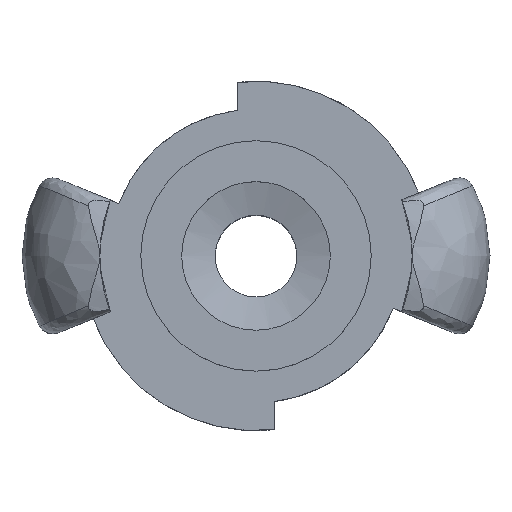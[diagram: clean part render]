
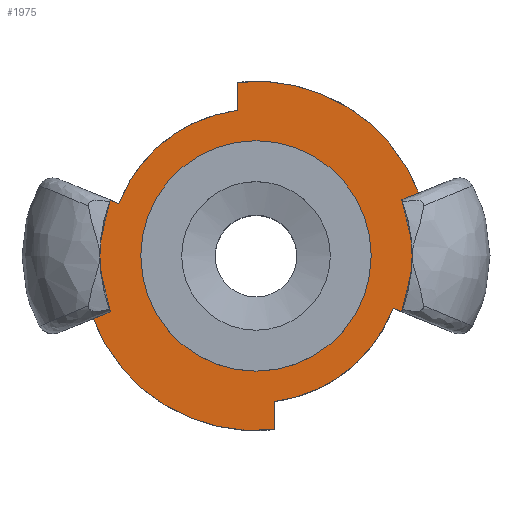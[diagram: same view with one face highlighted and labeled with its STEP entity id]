
A CAD part, top view. The second image highlights one B-rep face of the part: STEP entity #1975.
In plain terms, the highlighted planar face has unit normal (0, 0, 1).
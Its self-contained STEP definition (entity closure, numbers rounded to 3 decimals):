
#152=FACE_BOUND('',#401,.T.);
#178=PLANE('',#2202);
#276=FACE_OUTER_BOUND('',#400,.T.);
#400=EDGE_LOOP('',(#1629,#1630,#1631,#1632,#1633,#1634,#1635,#1636,#1637,
#1638,#1639,#1640));
#401=EDGE_LOOP('',(#1641));
#468=LINE('',#3393,#551);
#475=LINE('',#3563,#558);
#482=LINE('',#3685,#565);
#490=LINE('',#3814,#573);
#496=LINE('',#4159,#579);
#501=LINE('',#4213,#584);
#551=VECTOR('',#2561,10.);
#558=VECTOR('',#2576,10.);
#565=VECTOR('',#2587,10.);
#573=VECTOR('',#2599,10.);
#579=VECTOR('',#2647,10.);
#584=VECTOR('',#2668,10.);
#596=CIRCLE('',#2027,15.5);
#684=CIRCLE('',#2183,19.75);
#687=CIRCLE('',#2188,19.75);
#690=CIRCLE('',#2192,23.5);
#693=CIRCLE('',#2198,23.5);
#696=CIRCLE('',#2203,25.5);
#697=CIRCLE('',#2204,25.5);
#708=VERTEX_POINT('',#2752);
#817=VERTEX_POINT('',#3390);
#818=VERTEX_POINT('',#3392);
#832=VERTEX_POINT('',#3560);
#833=VERTEX_POINT('',#3562);
#843=VERTEX_POINT('',#3682);
#844=VERTEX_POINT('',#3684);
#854=VERTEX_POINT('',#3811);
#855=VERTEX_POINT('',#3813);
#864=VERTEX_POINT('',#4011);
#869=VERTEX_POINT('',#4066);
#874=VERTEX_POINT('',#4112);
#879=VERTEX_POINT('',#4163);
#894=EDGE_CURVE('',#708,#708,#596,.T.);
#1053=EDGE_CURVE('',#817,#818,#468,.T.);
#1072=EDGE_CURVE('',#833,#832,#475,.T.);
#1087=EDGE_CURVE('',#843,#844,#482,.T.);
#1101=EDGE_CURVE('',#854,#855,#490,.T.);
#1118=EDGE_CURVE('',#864,#818,#684,.T.);
#1125=EDGE_CURVE('',#869,#855,#687,.T.);
#1131=EDGE_CURVE('',#843,#874,#690,.T.);
#1138=EDGE_CURVE('',#874,#864,#496,.T.);
#1140=EDGE_CURVE('',#832,#879,#693,.T.);
#1148=EDGE_CURVE('',#833,#817,#696,.T.);
#1149=EDGE_CURVE('',#869,#879,#501,.T.);
#1150=EDGE_CURVE('',#844,#854,#697,.T.);
#1629=ORIENTED_EDGE('',*,*,#1131,.T.);
#1630=ORIENTED_EDGE('',*,*,#1138,.T.);
#1631=ORIENTED_EDGE('',*,*,#1118,.T.);
#1632=ORIENTED_EDGE('',*,*,#1053,.F.);
#1633=ORIENTED_EDGE('',*,*,#1148,.F.);
#1634=ORIENTED_EDGE('',*,*,#1072,.T.);
#1635=ORIENTED_EDGE('',*,*,#1140,.T.);
#1636=ORIENTED_EDGE('',*,*,#1149,.F.);
#1637=ORIENTED_EDGE('',*,*,#1125,.T.);
#1638=ORIENTED_EDGE('',*,*,#1101,.F.);
#1639=ORIENTED_EDGE('',*,*,#1150,.F.);
#1640=ORIENTED_EDGE('',*,*,#1087,.F.);
#1641=ORIENTED_EDGE('',*,*,#894,.T.);
#1975=ADVANCED_FACE('',(#276,#152),#178,.F.);
#2027=AXIS2_PLACEMENT_3D('',#2753,#2243,#2244);
#2183=AXIS2_PLACEMENT_3D('',#4012,#2617,#2618);
#2188=AXIS2_PLACEMENT_3D('',#4067,#2628,#2629);
#2192=AXIS2_PLACEMENT_3D('',#4113,#2637,#2638);
#2198=AXIS2_PLACEMENT_3D('',#4164,#2653,#2654);
#2202=AXIS2_PLACEMENT_3D('',#4211,#2664,#2665);
#2203=AXIS2_PLACEMENT_3D('',#4212,#2666,#2667);
#2204=AXIS2_PLACEMENT_3D('',#4214,#2669,#2670);
#2243=DIRECTION('center_axis',(0.,0.,-1.));
#2244=DIRECTION('ref_axis',(1.,0.,0.));
#2561=DIRECTION('',(-0.927,0.375,0.));
#2576=DIRECTION('',(-0.927,-0.375,0.));
#2587=DIRECTION('',(-0.927,-0.375,0.));
#2599=DIRECTION('',(0.927,-0.375,0.));
#2617=DIRECTION('center_axis',(0.,0.,1.));
#2618=DIRECTION('ref_axis',(0.582,0.813,0.));
#2628=DIRECTION('center_axis',(0.,0.,1.));
#2629=DIRECTION('ref_axis',(0.582,-0.813,0.));
#2637=DIRECTION('center_axis',(0.,0.,1.));
#2638=DIRECTION('ref_axis',(0.106,0.994,0.));
#2647=DIRECTION('',(0.,1.,0.));
#2653=DIRECTION('center_axis',(0.,0.,1.));
#2654=DIRECTION('ref_axis',(-0.657,-0.753,0.));
#2664=DIRECTION('center_axis',(0.,0.,-1.));
#2665=DIRECTION('ref_axis',(-1.,0.,0.));
#2666=DIRECTION('center_axis',(0.,0.,-1.));
#2667=DIRECTION('ref_axis',(-1.,0.,0.));
#2668=DIRECTION('',(0.,1.,0.));
#2669=DIRECTION('center_axis',(0.,0.,-1.));
#2670=DIRECTION('ref_axis',(-1.,0.,0.));
#2752=CARTESIAN_POINT('',(0.,-15.5,0.));
#2753=CARTESIAN_POINT('Origin',(0.,0.,0.));
#3390=CARTESIAN_POINT('',(23.779,-9.209,0.));
#3392=CARTESIAN_POINT('',(18.449,-7.05,0.));
#3393=CARTESIAN_POINT('',(14.175,-5.319,0.));
#3560=CARTESIAN_POINT('',(21.925,8.458,0.));
#3562=CARTESIAN_POINT('',(23.779,9.209,0.));
#3563=CARTESIAN_POINT('',(14.175,5.319,0.));
#3682=CARTESIAN_POINT('',(-21.925,-8.458,0.));
#3684=CARTESIAN_POINT('',(-23.779,-9.209,0.));
#3685=CARTESIAN_POINT('',(-14.175,-5.319,0.));
#3811=CARTESIAN_POINT('',(-23.779,9.209,0.));
#3813=CARTESIAN_POINT('',(-18.449,7.05,0.));
#3814=CARTESIAN_POINT('',(-14.175,5.319,0.));
#4011=CARTESIAN_POINT('',(2.5,-19.591,0.));
#4012=CARTESIAN_POINT('Origin',(0.,0.,
0.));
#4066=CARTESIAN_POINT('',(-2.5,19.591,0.));
#4067=CARTESIAN_POINT('Origin',(0.,0.,
0.));
#4112=CARTESIAN_POINT('',(2.5,-23.367,0.));
#4113=CARTESIAN_POINT('Origin',(0.,0.,
0.));
#4159=CARTESIAN_POINT('',(2.5,0.,0.));
#4163=CARTESIAN_POINT('',(-2.5,23.367,0.));
#4164=CARTESIAN_POINT('Origin',(0.,0.,
0.));
#4211=CARTESIAN_POINT('Origin',(0.,0.,0.));
#4212=CARTESIAN_POINT('Origin',(0.,0.,0.));
#4213=CARTESIAN_POINT('',(-2.5,0.,0.));
#4214=CARTESIAN_POINT('Origin',(0.,0.,0.));
